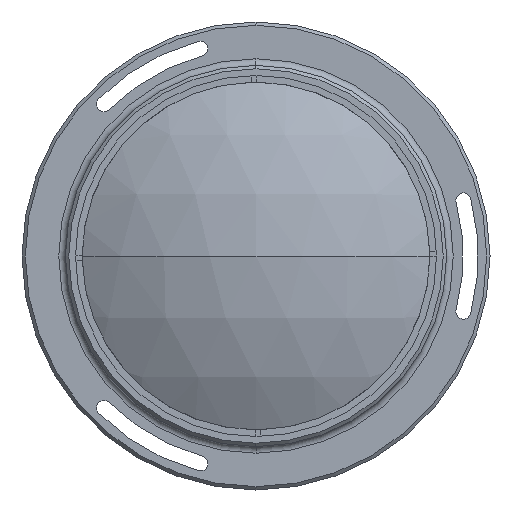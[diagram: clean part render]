
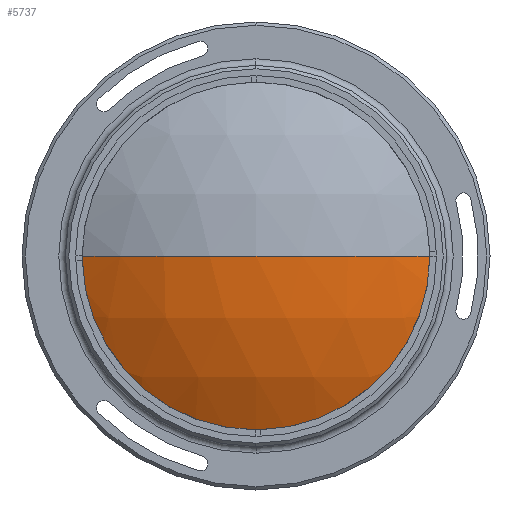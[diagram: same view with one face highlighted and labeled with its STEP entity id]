
A CAD part, left-side view. The second image highlights one B-rep face of the part: STEP entity #5737.
In plain terms, the highlighted spherical face has radius 103.972 mm.
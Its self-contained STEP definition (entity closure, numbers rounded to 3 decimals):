
#1316 = CARTESIAN_POINT ( 'NONE',  ( 14.523, 0., 0. ) ) ;
#1334 = VERTEX_POINT ( 'NONE', #5143 ) ;
#1377 = DIRECTION ( 'NONE',  ( 0., 0., -1. ) ) ;
#1425 = VERTEX_POINT ( 'NONE', #11480 ) ;
#1982 = CARTESIAN_POINT ( 'NONE',  ( 0., 0., 0. ) ) ;
#2046 = CARTESIAN_POINT ( 'NONE',  ( 103.972, 0., 0. ) ) ;
#2372 = DIRECTION ( 'NONE',  ( 0., 0., 1. ) ) ;
#2405 = FACE_OUTER_BOUND ( 'NONE', #9346, .T. ) ;
#2529 = DIRECTION ( 'NONE',  ( 0., 0., -1. ) ) ;
#3097 = DIRECTION ( 'NONE',  ( 1., 0., 0. ) ) ;
#3574 = DIRECTION ( 'NONE',  ( 0., 1., 0. ) ) ;
#4369 = ORIENTED_EDGE ( 'NONE', *, *, #4964, .F. ) ;
#4964 = EDGE_CURVE ( 'NONE', #1334, #11563, #5445, .T. ) ;
#5143 = CARTESIAN_POINT ( 'NONE',  ( 14.523, 53., 0. ) ) ;
#5445 = CIRCLE ( 'NONE', #9890, 103.972 ) ;
#5459 = AXIS2_PLACEMENT_3D ( 'NONE', #7555, #1377, #8586 ) ;
#5737 = ADVANCED_FACE ( 'NONE', ( #2405 ), #13016, .T. ) ;
#7320 = ORIENTED_EDGE ( 'NONE', *, *, #8140, .T. ) ;
#7555 = CARTESIAN_POINT ( 'NONE',  ( 103.972, 0., 0. ) ) ;
#8140 = EDGE_CURVE ( 'NONE', #1425, #11563, #10864, .T. ) ;
#8531 = DIRECTION ( 'NONE',  ( -1., 0., 0. ) ) ;
#8573 = ORIENTED_EDGE ( 'NONE', *, *, #11163, .T. ) ;
#8586 = DIRECTION ( 'NONE',  ( 0., 1., 0. ) ) ;
#9235 = DIRECTION ( 'NONE',  ( 0., 0., 1. ) ) ;
#9346 = EDGE_LOOP ( 'NONE', ( #8573, #7320, #4369 ) ) ;
#9808 = AXIS2_PLACEMENT_3D ( 'NONE', #10717, #2529, #3574 ) ;
#9890 = AXIS2_PLACEMENT_3D ( 'NONE', #2046, #9235, #3097 ) ;
#10717 = CARTESIAN_POINT ( 'NONE',  ( 103.972, 0., 0. ) ) ;
#10864 = CIRCLE ( 'NONE', #5459, 103.972 ) ;
#11163 = EDGE_CURVE ( 'NONE', #1334, #1425, #12217, .T. ) ;
#11480 = CARTESIAN_POINT ( 'NONE',  ( 14.523, -53., 0. ) ) ;
#11563 = VERTEX_POINT ( 'NONE', #1982 ) ;
#12217 = CIRCLE ( 'NONE', #13170, 53. ) ;
#13016 = SPHERICAL_SURFACE ( 'NONE', #9808, 103.972 ) ;
#13170 = AXIS2_PLACEMENT_3D ( 'NONE', #1316, #8531, #2372 ) ;
